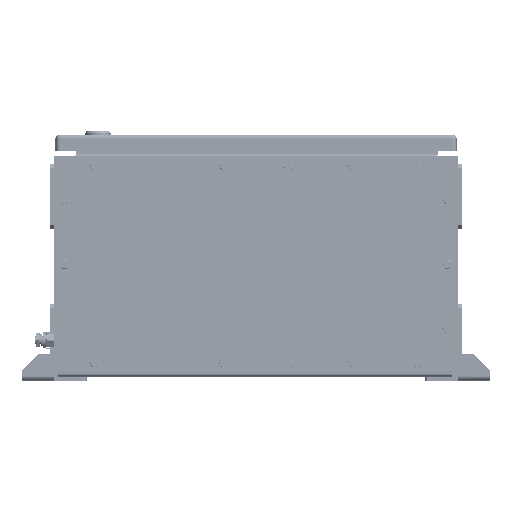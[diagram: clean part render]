
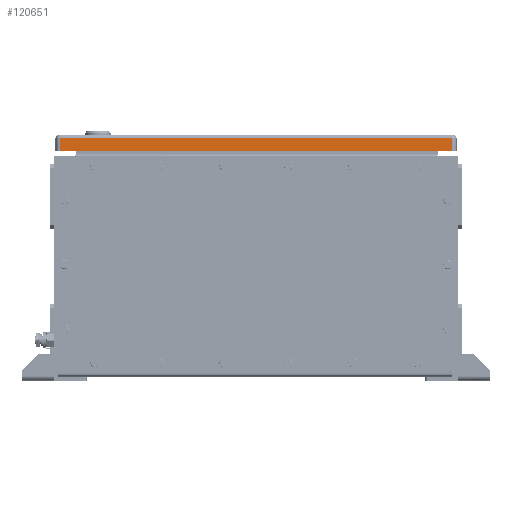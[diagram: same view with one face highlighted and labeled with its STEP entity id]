
A CAD part, left-side view. The second image highlights one B-rep face of the part: STEP entity #120651.
In plain terms, the highlighted planar face has unit normal (-1, 0, 0).
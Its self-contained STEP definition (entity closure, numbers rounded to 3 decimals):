
#120631=AXIS2_PLACEMENT_3D('Plane Axis2P3D',#120628,#120629,#120630) ;
#116826=CARTESIAN_POINT('Vertex',(324.5,161.289,395.3)) ;
#116872=CARTESIAN_POINT('Vertex',(324.5,647.289,395.3)) ;
#116875=CARTESIAN_POINT('Line Origine',(324.5,404.289,395.3)) ;
#120608=CARTESIAN_POINT('Control Point',(324.5,647.289,395.3)) ;
#120609=CARTESIAN_POINT('Control Point',(324.5,647.289,380.)) ;
#120610=CARTESIAN_POINT('Vertex',(324.5,647.289,380.)) ;
#120628=CARTESIAN_POINT('Axis2P3D Location',(324.5,404.289,382.5)) ;
#120633=CARTESIAN_POINT('Line Origine',(324.5,161.289,383.75)) ;
#120637=CARTESIAN_POINT('Vertex',(324.5,161.289,380.)) ;
#120640=CARTESIAN_POINT('Line Origine',(324.5,404.289,380.)) ;
#116876=DIRECTION('Vector Direction',(0.,1.,0.)) ;
#120629=DIRECTION('Axis2P3D Direction',(-1.,0.,0.)) ;
#120630=DIRECTION('Axis2P3D XDirection',(0.,1.,0.)) ;
#120634=DIRECTION('Vector Direction',(0.,0.,-1.)) ;
#120641=DIRECTION('Vector Direction',(0.,1.,0.)) ;
#116877=VECTOR('Line Direction',#116876,1.) ;
#120635=VECTOR('Line Direction',#120634,1.) ;
#120642=VECTOR('Line Direction',#120641,1.) ;
#120646=ORIENTED_EDGE('',*,*,#120639,.F.) ;
#120647=ORIENTED_EDGE('',*,*,#116879,.T.) ;
#120648=ORIENTED_EDGE('',*,*,#120612,.T.) ;
#120649=ORIENTED_EDGE('',*,*,#120644,.F.) ;
#120651=ADVANCED_FACE('Cover',(#120650),#120632,.T.) ;
#120607=B_SPLINE_CURVE_WITH_KNOTS('',1,(#120608,#120609),.UNSPECIFIED.,.F.,.U.,(2,2),(2.2,17.5),.UNSPECIFIED.) ;
#116879=EDGE_CURVE('',#116827,#116873,#116878,.T.) ;
#120612=EDGE_CURVE('',#116873,#120611,#120607,.T.) ;
#120639=EDGE_CURVE('',#116827,#120638,#120636,.T.) ;
#120644=EDGE_CURVE('',#120638,#120611,#120643,.T.) ;
#120645=EDGE_LOOP('',(#120646,#120647,#120648,#120649)) ;
#120650=FACE_OUTER_BOUND('',#120645,.T.) ;
#116878=LINE('Line',#116875,#116877) ;
#120636=LINE('Line',#120633,#120635) ;
#120643=LINE('Line',#120640,#120642) ;
#120632=PLANE('',#120631) ;
#116827=VERTEX_POINT('',#116826) ;
#116873=VERTEX_POINT('',#116872) ;
#120611=VERTEX_POINT('',#120610) ;
#120638=VERTEX_POINT('',#120637) ;
